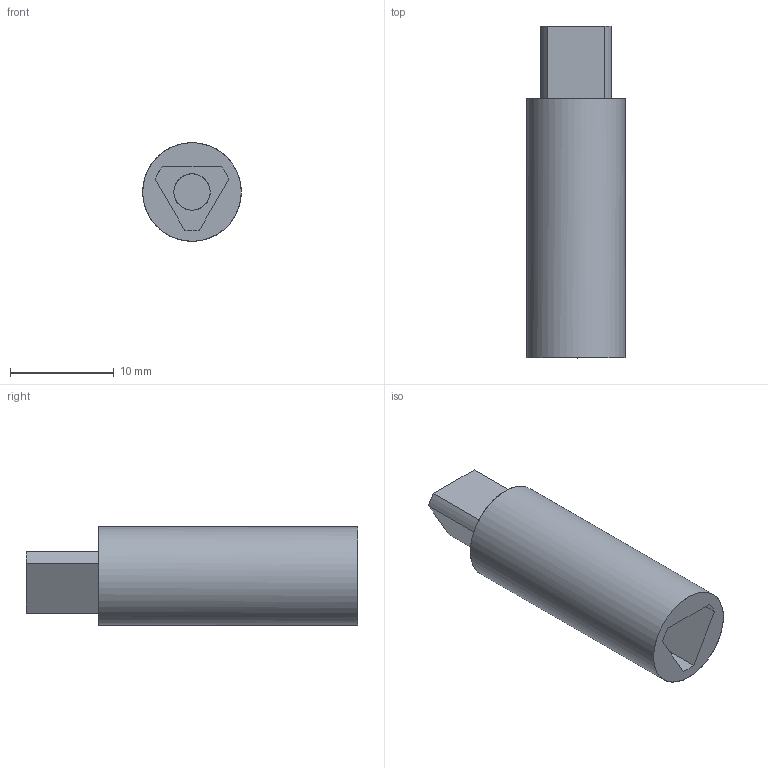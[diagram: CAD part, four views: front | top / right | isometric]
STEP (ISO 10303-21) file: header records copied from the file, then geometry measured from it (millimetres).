
FILE_DESCRIPTION((''),'2;1');
FILE_NAME('PIV.stp','2021-05-17T14:00:22',(''),(''),'AutoCAD STEP 2000i','AutoCAD 2000i',', , ');
FILE_SCHEMA(('CONFIG_CONTROL_DESIGN'));
Length unit declared in the file: millimetre
Products named in the file (1): PI
Bounding box: 9.5 x 32 x 9.5 mm (x, y, z)
Surface area: 1600 mm2 (no closed solid volume)
Topology: 0 solids, 0 shells, 19 faces, 84 edges, 80 vertices
Faces by surface type: bspline 19
Entity records: 1423 total; most frequent: CARTESIAN_POINT 941, QUASI_UNIFORM_CURVE 126, PCURVE 84, COMPOSITE_CURVE_SEGMENT 84, B_SPLINE_CURVE_WITH_KNOTS 32, OUTER_BOUNDARY_CURVE 19, CURVE_BOUNDED_SURFACE 19, QUASI_UNIFORM_SURFACE 14
